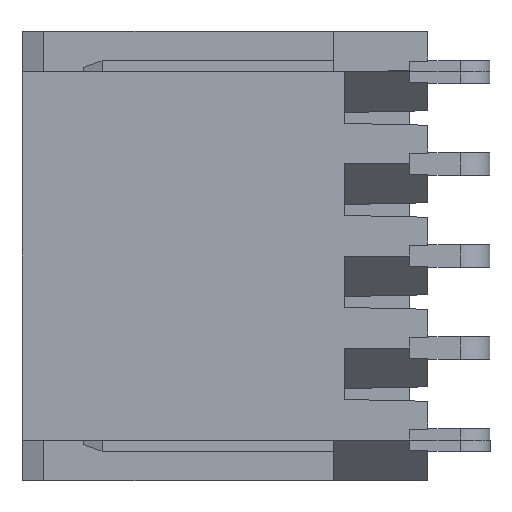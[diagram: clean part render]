
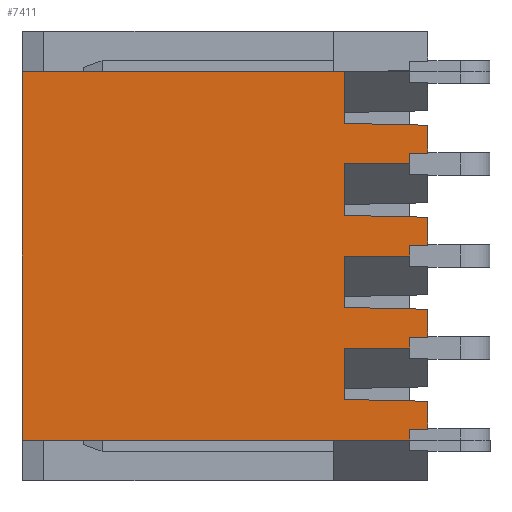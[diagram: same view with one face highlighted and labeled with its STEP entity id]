
A CAD part, left-side view. The second image highlights one B-rep face of the part: STEP entity #7411.
In plain terms, the highlighted planar face has unit normal (-1, 0, 0).
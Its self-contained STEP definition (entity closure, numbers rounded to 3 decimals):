
#317=ORIENTED_EDGE('',*,*,#1874,.F.);
#318=ORIENTED_EDGE('',*,*,#1875,.T.);
#319=ORIENTED_EDGE('',*,*,#1764,.F.);
#320=ORIENTED_EDGE('',*,*,#1876,.F.);
#321=ORIENTED_EDGE('',*,*,#1877,.T.);
#322=ORIENTED_EDGE('',*,*,#1878,.F.);
#323=ORIENTED_EDGE('',*,*,#1879,.F.);
#324=ORIENTED_EDGE('',*,*,#1880,.T.);
#325=ORIENTED_EDGE('',*,*,#1754,.F.);
#326=ORIENTED_EDGE('',*,*,#1881,.F.);
#327=ORIENTED_EDGE('',*,*,#1882,.T.);
#328=ORIENTED_EDGE('',*,*,#1883,.F.);
#329=ORIENTED_EDGE('',*,*,#1884,.F.);
#330=ORIENTED_EDGE('',*,*,#1885,.T.);
#331=ORIENTED_EDGE('',*,*,#1744,.F.);
#332=ORIENTED_EDGE('',*,*,#1886,.F.);
#333=ORIENTED_EDGE('',*,*,#1887,.T.);
#334=ORIENTED_EDGE('',*,*,#1888,.F.);
#335=ORIENTED_EDGE('',*,*,#1889,.F.);
#336=ORIENTED_EDGE('',*,*,#1890,.T.);
#337=ORIENTED_EDGE('',*,*,#1813,.F.);
#338=ORIENTED_EDGE('',*,*,#1891,.F.);
#339=ORIENTED_EDGE('',*,*,#1892,.T.);
#340=ORIENTED_EDGE('',*,*,#1893,.F.);
#341=ORIENTED_EDGE('',*,*,#1894,.F.);
#342=ORIENTED_EDGE('',*,*,#1895,.T.);
#1744=EDGE_CURVE('',#2544,#2545,#3069,.T.);
#1754=EDGE_CURVE('',#2554,#2555,#3079,.T.);
#1764=EDGE_CURVE('',#2564,#2565,#3089,.T.);
#1813=EDGE_CURVE('',#2607,#2536,#3138,.T.);
#1874=EDGE_CURVE('',#2652,#2653,#3195,.T.);
#1875=EDGE_CURVE('',#2652,#2565,#3196,.T.);
#1876=EDGE_CURVE('',#2654,#2564,#3197,.T.);
#1877=EDGE_CURVE('',#2654,#2655,#3198,.T.);
#1878=EDGE_CURVE('',#2656,#2655,#3199,.T.);
#1879=EDGE_CURVE('',#2657,#2656,#3200,.T.);
#1880=EDGE_CURVE('',#2657,#2555,#3201,.T.);
#1881=EDGE_CURVE('',#2658,#2554,#3202,.T.);
#1882=EDGE_CURVE('',#2658,#2659,#3203,.T.);
#1883=EDGE_CURVE('',#2660,#2659,#3204,.T.);
#1884=EDGE_CURVE('',#2661,#2660,#3205,.T.);
#1885=EDGE_CURVE('',#2661,#2545,#3206,.T.);
#1886=EDGE_CURVE('',#2662,#2544,#3207,.T.);
#1887=EDGE_CURVE('',#2662,#2663,#3208,.T.);
#1888=EDGE_CURVE('',#2664,#2663,#3209,.T.);
#1889=EDGE_CURVE('',#2665,#2664,#3210,.T.);
#1890=EDGE_CURVE('',#2665,#2536,#3211,.T.);
#1891=EDGE_CURVE('',#2666,#2607,#3212,.T.);
#1892=EDGE_CURVE('',#2666,#2667,#3213,.T.);
#1893=EDGE_CURVE('',#2668,#2667,#3214,.T.);
#1894=EDGE_CURVE('',#2669,#2668,#3215,.T.);
#1895=EDGE_CURVE('',#2669,#2653,#3216,.T.);
#2536=VERTEX_POINT('',#9507);
#2544=VERTEX_POINT('',#9523);
#2545=VERTEX_POINT('',#9525);
#2554=VERTEX_POINT('',#9543);
#2555=VERTEX_POINT('',#9545);
#2564=VERTEX_POINT('',#9563);
#2565=VERTEX_POINT('',#9565);
#2607=VERTEX_POINT('',#9655);
#2652=VERTEX_POINT('',#9780);
#2653=VERTEX_POINT('',#9781);
#2654=VERTEX_POINT('',#9784);
#2655=VERTEX_POINT('',#9786);
#2656=VERTEX_POINT('',#9788);
#2657=VERTEX_POINT('',#9790);
#2658=VERTEX_POINT('',#9793);
#2659=VERTEX_POINT('',#9795);
#2660=VERTEX_POINT('',#9797);
#2661=VERTEX_POINT('',#9799);
#2662=VERTEX_POINT('',#9802);
#2663=VERTEX_POINT('',#9804);
#2664=VERTEX_POINT('',#9806);
#2665=VERTEX_POINT('',#9808);
#2666=VERTEX_POINT('',#9811);
#2667=VERTEX_POINT('',#9813);
#2668=VERTEX_POINT('',#9815);
#2669=VERTEX_POINT('',#9817);
#3069=LINE('',#9524,#3842);
#3079=LINE('',#9544,#3852);
#3089=LINE('',#9564,#3862);
#3138=LINE('',#9656,#3911);
#3195=LINE('',#9779,#3968);
#3196=LINE('',#9782,#3969);
#3197=LINE('',#9783,#3970);
#3198=LINE('',#9785,#3971);
#3199=LINE('',#9787,#3972);
#3200=LINE('',#9789,#3973);
#3201=LINE('',#9791,#3974);
#3202=LINE('',#9792,#3975);
#3203=LINE('',#9794,#3976);
#3204=LINE('',#9796,#3977);
#3205=LINE('',#9798,#3978);
#3206=LINE('',#9800,#3979);
#3207=LINE('',#9801,#3980);
#3208=LINE('',#9803,#3981);
#3209=LINE('',#9805,#3982);
#3210=LINE('',#9807,#3983);
#3211=LINE('',#9809,#3984);
#3212=LINE('',#9810,#3985);
#3213=LINE('',#9812,#3986);
#3214=LINE('',#9814,#3987);
#3215=LINE('',#9816,#3988);
#3216=LINE('',#9818,#3989);
#3842=VECTOR('',#8070,1000.);
#3852=VECTOR('',#8080,1000.);
#3862=VECTOR('',#8090,1000.);
#3911=VECTOR('',#8139,1000.);
#3968=VECTOR('',#8240,1000.);
#3969=VECTOR('',#8241,1000.);
#3970=VECTOR('',#8242,1000.);
#3971=VECTOR('',#8243,1000.);
#3972=VECTOR('',#8244,1000.);
#3973=VECTOR('',#8245,1000.);
#3974=VECTOR('',#8246,1000.);
#3975=VECTOR('',#8247,1000.);
#3976=VECTOR('',#8248,1000.);
#3977=VECTOR('',#8249,1000.);
#3978=VECTOR('',#8250,1000.);
#3979=VECTOR('',#8251,1000.);
#3980=VECTOR('',#8252,1000.);
#3981=VECTOR('',#8253,1000.);
#3982=VECTOR('',#8254,1000.);
#3983=VECTOR('',#8255,1000.);
#3984=VECTOR('',#8256,1000.);
#3985=VECTOR('',#8257,1000.);
#3986=VECTOR('',#8258,1000.);
#3987=VECTOR('',#8259,1000.);
#3988=VECTOR('',#8260,1000.);
#3989=VECTOR('',#8261,1000.);
#4585=EDGE_LOOP('',(#317,#318,#319,#320,#321,#322,#323,#324,#325,#326,#327,
#328,#329,#330,#331,#332,#333,#334,#335,#336,#337,#338,#339,#340,#341,#342));
#4874=FACE_BOUND('',#4585,.T.);
#5158=PLANE('',#7713);
#7411=ADVANCED_FACE('',(#4874),#5158,.T.);
#7713=AXIS2_PLACEMENT_3D('',#9778,#8238,#8239);
#8070=DIRECTION('',(0.,0.,-1.));
#8080=DIRECTION('',(0.,0.,-1.));
#8090=DIRECTION('',(0.,0.,-1.));
#8139=DIRECTION('',(0.,0.,-1.));
#8238=DIRECTION('',(-1.,0.,0.));
#8239=DIRECTION('',(0.,-1.,0.));
#8240=DIRECTION('',(0.,0.,1.));
#8241=DIRECTION('',(0.,-1.,0.));
#8242=DIRECTION('',(0.,1.,0.));
#8243=DIRECTION('',(0.,0.,1.));
#8244=DIRECTION('',(0.,-1.,-0.022));
#8245=DIRECTION('',(0.,0.,-1.));
#8246=DIRECTION('',(0.,-1.,0.));
#8247=DIRECTION('',(0.,1.,0.));
#8248=DIRECTION('',(0.,0.,1.));
#8249=DIRECTION('',(0.,-1.,-0.022));
#8250=DIRECTION('',(0.,0.,-1.));
#8251=DIRECTION('',(0.,-1.,0.));
#8252=DIRECTION('',(0.,1.,0.));
#8253=DIRECTION('',(0.,0.,1.));
#8254=DIRECTION('',(0.,-1.,-0.022));
#8255=DIRECTION('',(0.,0.,-1.));
#8256=DIRECTION('',(0.,-1.,0.));
#8257=DIRECTION('',(0.,1.,0.));
#8258=DIRECTION('',(0.,0.,1.));
#8259=DIRECTION('',(0.,-1.,-0.022));
#8260=DIRECTION('',(0.,0.,-1.));
#8261=DIRECTION('',(0.,1.,0.));
#9507=CARTESIAN_POINT('',(-5.,0.5,-2.24));
#9523=CARTESIAN_POINT('',(-5.,0.5,-4.48));
#9524=CARTESIAN_POINT('',(-5.,0.5,-5.9));
#9525=CARTESIAN_POINT('',(-5.,0.5,-4.78));
#9543=CARTESIAN_POINT('',(-5.,0.5,-7.02));
#9544=CARTESIAN_POINT('',(-5.,0.5,-8.44));
#9545=CARTESIAN_POINT('',(-5.,0.5,-7.32));
#9563=CARTESIAN_POINT('',(-5.,0.5,-9.56));
#9564=CARTESIAN_POINT('',(-5.,0.5,-10.98));
#9565=CARTESIAN_POINT('',(-5.,0.5,-9.86));
#9655=CARTESIAN_POINT('',(-5.,0.5,-1.94));
#9656=CARTESIAN_POINT('',(-5.,0.5,-3.36));
#9778=CARTESIAN_POINT('',(-5.,0.,1.42));
#9779=CARTESIAN_POINT('',(-5.,11.2,-3.36));
#9780=CARTESIAN_POINT('',(-5.,11.2,-9.86));
#9781=CARTESIAN_POINT('',(-5.,11.2,0.3));
#9782=CARTESIAN_POINT('',(-5.,0.,-9.86));
#9783=CARTESIAN_POINT('',(-5.,0.,-9.56));
#9784=CARTESIAN_POINT('',(-5.,0.,-9.56));
#9785=CARTESIAN_POINT('',(-5.,0.,-10.98));
#9786=CARTESIAN_POINT('',(-5.,0.,-8.79));
#9787=CARTESIAN_POINT('',(-5.,0.,-8.79));
#9788=CARTESIAN_POINT('',(-5.,2.3,-8.74));
#9789=CARTESIAN_POINT('',(-5.,2.3,-13.52));
#9790=CARTESIAN_POINT('',(-5.,2.3,-7.32));
#9791=CARTESIAN_POINT('',(-5.,0.,-7.32));
#9792=CARTESIAN_POINT('',(-5.,0.,-7.02));
#9793=CARTESIAN_POINT('',(-5.,0.,-7.02));
#9794=CARTESIAN_POINT('',(-5.,0.,-8.44));
#9795=CARTESIAN_POINT('',(-5.,0.,-6.25));
#9796=CARTESIAN_POINT('',(-5.,0.,-6.25));
#9797=CARTESIAN_POINT('',(-5.,2.3,-6.2));
#9798=CARTESIAN_POINT('',(-5.,2.3,-10.98));
#9799=CARTESIAN_POINT('',(-5.,2.3,-4.78));
#9800=CARTESIAN_POINT('',(-5.,0.,-4.78));
#9801=CARTESIAN_POINT('',(-5.,0.,-4.48));
#9802=CARTESIAN_POINT('',(-5.,0.,-4.48));
#9803=CARTESIAN_POINT('',(-5.,0.,-5.9));
#9804=CARTESIAN_POINT('',(-5.,0.,-3.71));
#9805=CARTESIAN_POINT('',(-5.,0.,-3.71));
#9806=CARTESIAN_POINT('',(-5.,2.3,-3.66));
#9807=CARTESIAN_POINT('',(-5.,2.3,-8.44));
#9808=CARTESIAN_POINT('',(-5.,2.3,-2.24));
#9809=CARTESIAN_POINT('',(-5.,0.,-2.24));
#9810=CARTESIAN_POINT('',(-5.,0.,-1.94));
#9811=CARTESIAN_POINT('',(-5.,0.,-1.94));
#9812=CARTESIAN_POINT('',(-5.,0.,-3.36));
#9813=CARTESIAN_POINT('',(-5.,0.,-1.17));
#9814=CARTESIAN_POINT('',(-5.,0.,-1.17));
#9815=CARTESIAN_POINT('',(-5.,2.3,-1.12));
#9816=CARTESIAN_POINT('',(-5.,2.3,-5.9));
#9817=CARTESIAN_POINT('',(-5.,2.3,0.3));
#9818=CARTESIAN_POINT('',(-5.,0.,0.3));
